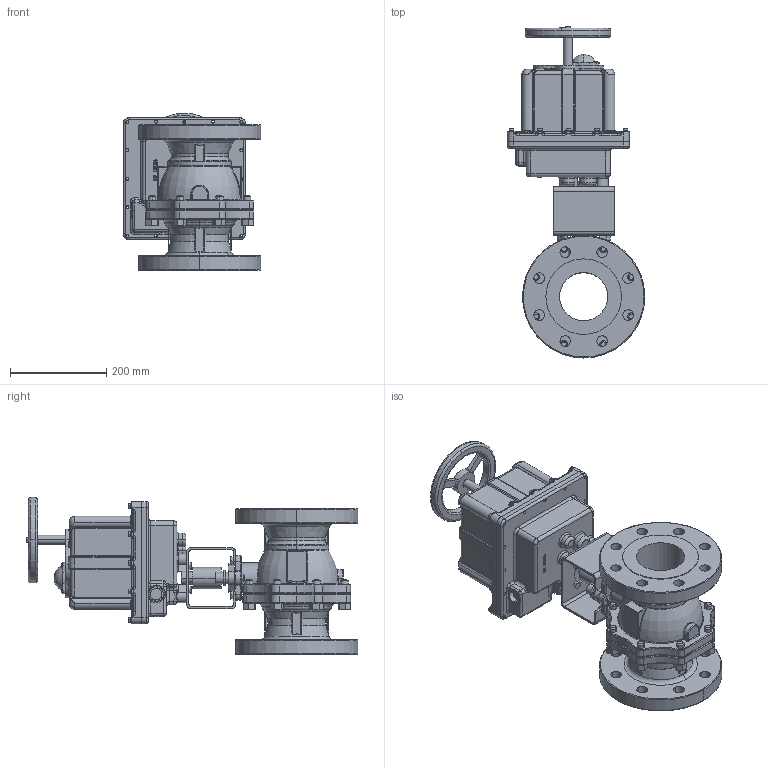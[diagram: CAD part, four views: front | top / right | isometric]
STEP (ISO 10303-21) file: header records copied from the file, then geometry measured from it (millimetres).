
FILE_DESCRIPTION (( 'STEP AP203' ), '1' );
FILE_NAME ('6801F-400_ER-38.STEP', '2017-12-07T21:46:04', ( '' ), ( '' ), 'SwSTEP 2.0', 'SolidWorks 2014', '' );
FILE_SCHEMA (( 'CONFIG_CONTROL_DESIGN' ));
Length unit declared in the file: inch
Products named in the file (1): 6801F-400_ER-38
Bounding box: 285.85 x 689.24 x 327.67 mm (x, y, z)
Surface area: 1018831.4 mm2 (no closed solid volume)
Topology: 0 solids, 53 shells, 1698 faces, 5146 edges, 3375 vertices
Faces by surface type: cylinder 586, bspline 456, plane 423, torus 130, cone 94, sphere 9
Entity records: 89695 total; most frequent: CARTESIAN_POINT 47387, ORIENTED_EDGE 8730, DIRECTION 8265, EDGE_CURVE 5097, VERTEX_POINT 3375, AXIS2_PLACEMENT_3D 3267, CIRCLE 2024, EDGE_LOOP 1891
